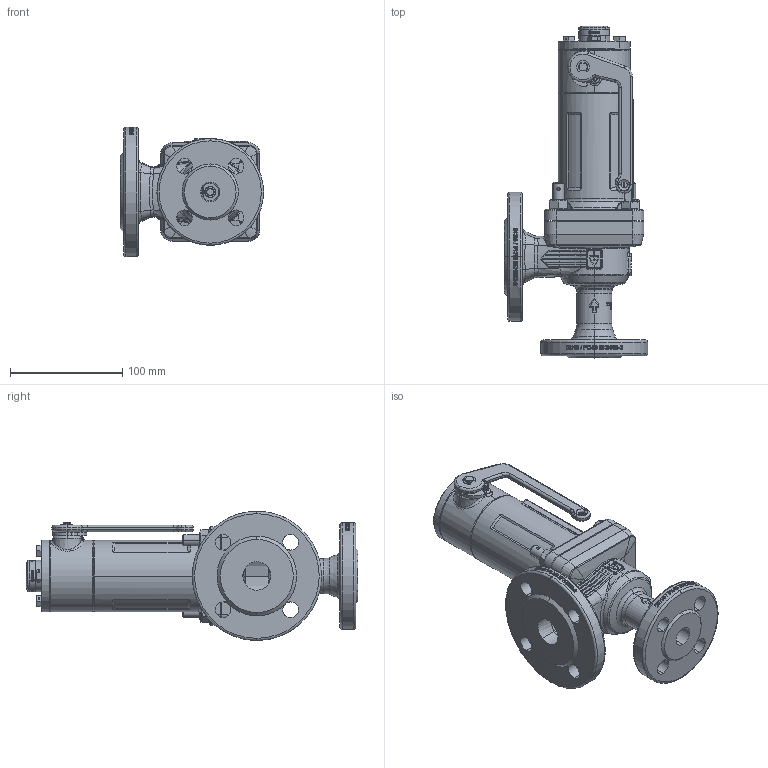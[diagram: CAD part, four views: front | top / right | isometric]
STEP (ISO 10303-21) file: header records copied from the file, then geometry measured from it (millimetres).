
FILE_DESCRIPTION (( 'STEP AP214' ), '1' );
FILE_NAME ('355TGFL_15_FLFL_1525_MD.STEP', '2020-07-21T08:34:32', ( '' ), ( '' ), 'SwSTEP 2.0', 'SolidWorks 2018', '' );
FILE_SCHEMA (( 'AUTOMOTIVE_DESIGN' ));
Length unit declared in the file: millimetre
Products named in the file (2): 355TGFL_15_FLFL_1525_MD
Bounding box: 127.5 x 295.45 x 115 mm (x, y, z)
Volume: 794107.4 mm3; surface area: 221369.2 mm2
Topology: 22 solids, 22 shells, 2220 faces, 5951 edges, 3962 vertices
Faces by surface type: bspline 636, cylinder 613, plane 567, cone 244, torus 130, sphere 30
Entity records: 166196 total; most frequent: CARTESIAN_POINT 90358, ORIENTED_EDGE 11808, DIRECTION 9004, EDGE_CURVE 5904, VERTEX_POINT 3960, AXIS2_PLACEMENT_3D 3627, EDGE_LOOP 2532, UNCERTAINTY_MEASURE_WITH_UNIT 2234
